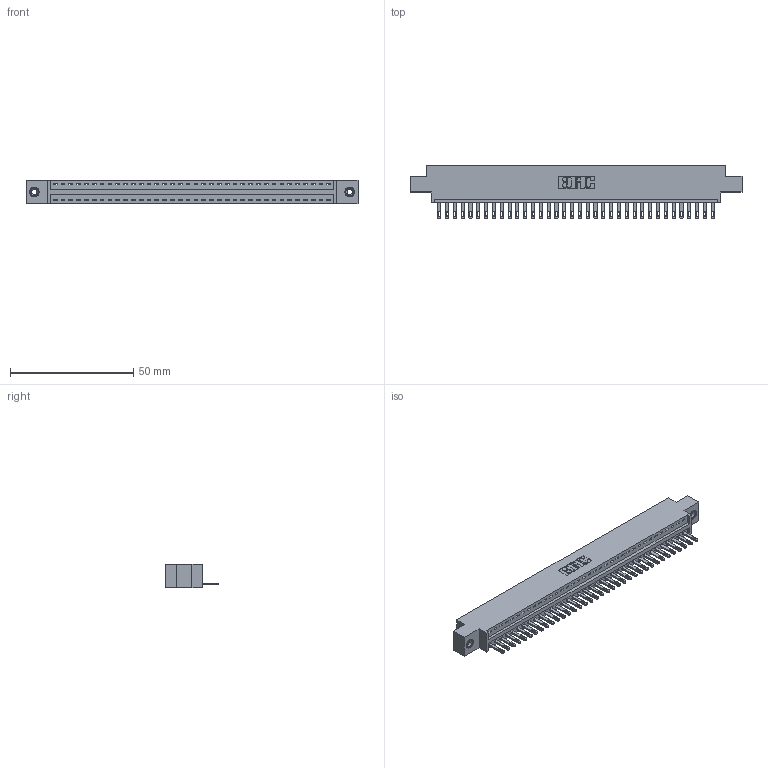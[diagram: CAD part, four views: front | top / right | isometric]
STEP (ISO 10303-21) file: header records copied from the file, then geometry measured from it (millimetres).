
FILE_DESCRIPTION (( 'STEP AP203' ), '1' );
FILE_NAME ('346-036-500-608.STEP', '2018-08-24T00:46:05', ( '' ), ( '' ), 'SwSTEP 2.0', 'SolidWorks 2016', '' );
FILE_SCHEMA (( 'CONFIG_CONTROL_DESIGN' ));
Length unit declared in the file: inch
Products named in the file (4): 346 Part_0.170 Offset - 0.156 Dia-TI; 345-292-001_345-293-100; 345-250-001_345-250-003-102; 346-036-500-608
Assembly tree (39 placements, depth 2):
  346-036-500-608
    346 Part_0.170 Offset - 0.156 Dia-TI
    345-292-001_345-293-100  x36
    345-250-001_345-250-003-102  x2
Bounding box: 134.87 x 21.84 x 9.4 mm (x, y, z)
Volume: 12730.2 mm3; surface area: 16112.4 mm2
Topology: 39 solids, 39 shells, 2130 faces, 6525 edges, 4342 vertices
Faces by surface type: plane 1336, cylinder 778, cone 12, torus 4
Entity records: 24398 total; most frequent: CARTESIAN_POINT 4167, ORIENTED_EDGE 4130, DIRECTION 3711, EDGE_CURVE 2065, LINE 1765, VECTOR 1765, VERTEX_POINT 1372, AXIS2_PLACEMENT_3D 973
